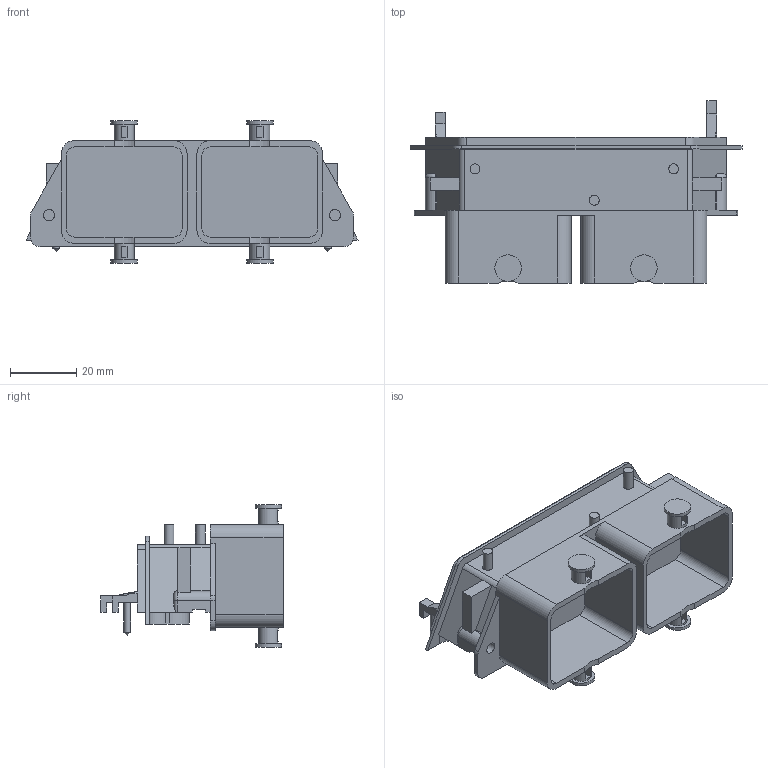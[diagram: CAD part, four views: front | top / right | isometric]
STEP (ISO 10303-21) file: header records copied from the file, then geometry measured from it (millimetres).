
FILE_DESCRIPTION(('STEP AP214'), '1');
FILE_NAME('CKK112P-K', '', ('UNSPECIFIED'), ('UNSPECIFIED'), 'C3D Converter', 'C3D Toolkit', '');
FILE_SCHEMA(('AUTOMOTIVE_DESIGN { 1 0 10303 214 3 1 1}'));
Length unit declared in the file: millimetre
Bounding box: 100.26 x 55.1 x 43 mm (x, y, z)
Volume: 24537.9 mm3; surface area: 26960.3 mm2
Topology: 1 solids, 1 shells, 221 faces, 591 edges, 390 vertices
Faces by surface type: plane 146, cylinder 71, torus 2, cone 2
Full cylindrical faces by diameter (mm): 2 x2, 3 x3, 3.4 x2, 6 x4, 8 x4
Entity records: 8594 total; most frequent: CARTESIAN_POINT 1206, DIRECTION 1162, ORIENTED_EDGE 1144, EDGE_CURVE 572, LINE 414, VECTOR 414, VERTEX_POINT 388, AXIS2_PLACEMENT_3D 374
